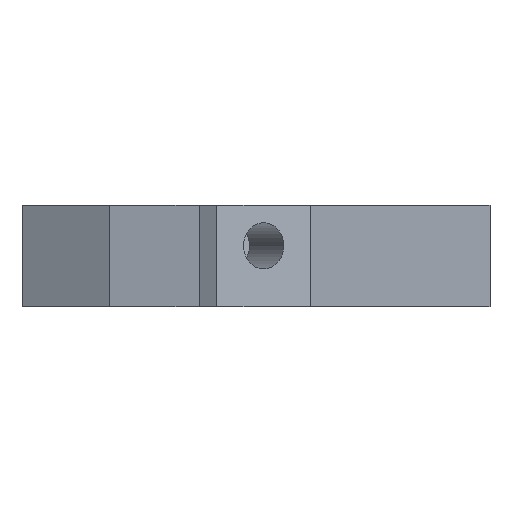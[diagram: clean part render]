
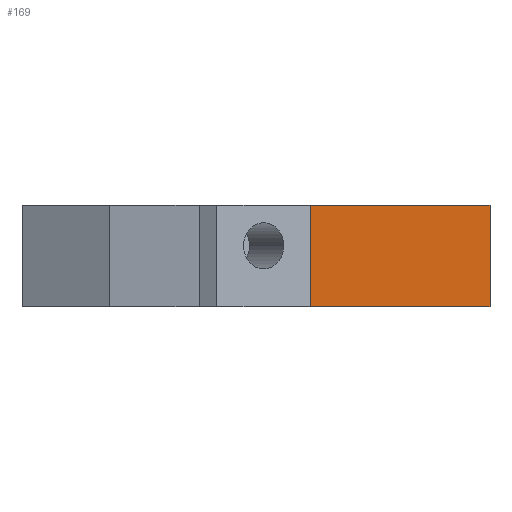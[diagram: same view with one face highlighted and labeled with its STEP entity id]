
A CAD part, left-side view. The second image highlights one B-rep face of the part: STEP entity #169.
In plain terms, the highlighted planar face has unit normal (-1, 0, 0).
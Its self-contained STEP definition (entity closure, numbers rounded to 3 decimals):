
#111 = LINE ( 'NONE', #582, #304 ) ;
#162 = LINE ( 'NONE', #713, #276 ) ;
#169 = ADVANCED_FACE ( 'NONE', ( #334 ), #1164, .F. ) ;
#194 = CARTESIAN_POINT ( 'NONE',  ( -3.73, -7.638, 0. ) ) ;
#207 = CARTESIAN_POINT ( 'NONE',  ( -3.73, -20.89, 7.5 ) ) ;
#225 = EDGE_CURVE ( 'NONE', #466, #339, #111, .T. ) ;
#241 = CARTESIAN_POINT ( 'NONE',  ( -3.73, -20.89, 7.5 ) ) ;
#248 = CARTESIAN_POINT ( 'NONE',  ( -3.73, -20.89, 0. ) ) ;
#255 = DIRECTION ( 'NONE',  ( 0., 1., 0. ) ) ;
#276 = VECTOR ( 'NONE', #255, 1000. ) ;
#304 = VECTOR ( 'NONE', #851, 1000. ) ;
#334 = FACE_OUTER_BOUND ( 'NONE', #842, .T. ) ;
#339 = VERTEX_POINT ( 'NONE', #194 ) ;
#363 = ORIENTED_EDGE ( 'NONE', *, *, #550, .F. ) ;
#406 = CARTESIAN_POINT ( 'NONE',  ( -3.73, -7.638, 7.5 ) ) ;
#420 = AXIS2_PLACEMENT_3D ( 'NONE', #809, #1077, #1183 ) ;
#440 = CARTESIAN_POINT ( 'NONE',  ( -3.73, -20.89, 0. ) ) ;
#466 = VERTEX_POINT ( 'NONE', #406 ) ;
#529 = VECTOR ( 'NONE', #613, 1000. ) ;
#550 = EDGE_CURVE ( 'NONE', #814, #657, #700, .T. ) ;
#567 = ORIENTED_EDGE ( 'NONE', *, *, #1064, .F. ) ;
#582 = CARTESIAN_POINT ( 'NONE',  ( -3.73, -7.638, 7.5 ) ) ;
#613 = DIRECTION ( 'NONE',  ( 0., 0., -1. ) ) ;
#630 = LINE ( 'NONE', #440, #806 ) ;
#657 = VERTEX_POINT ( 'NONE', #248 ) ;
#659 = EDGE_CURVE ( 'NONE', #814, #466, #162, .T. ) ;
#700 = LINE ( 'NONE', #241, #529 ) ;
#713 = CARTESIAN_POINT ( 'NONE',  ( -3.73, -20.89, 7.5 ) ) ;
#806 = VECTOR ( 'NONE', #997, 1000. ) ;
#809 = CARTESIAN_POINT ( 'NONE',  ( -3.73, -20.89, 0. ) ) ;
#814 = VERTEX_POINT ( 'NONE', #207 ) ;
#842 = EDGE_LOOP ( 'NONE', ( #1136, #567, #363, #1088 ) ) ;
#851 = DIRECTION ( 'NONE',  ( 0., 0., -1. ) ) ;
#997 = DIRECTION ( 'NONE',  ( 0., 1., 0. ) ) ;
#1064 = EDGE_CURVE ( 'NONE', #657, #339, #630, .T. ) ;
#1077 = DIRECTION ( 'NONE',  ( 1., 0., 0. ) ) ;
#1088 = ORIENTED_EDGE ( 'NONE', *, *, #659, .T. ) ;
#1136 = ORIENTED_EDGE ( 'NONE', *, *, #225, .T. ) ;
#1164 = PLANE ( 'NONE',  #420 ) ;
#1183 = DIRECTION ( 'NONE',  ( 0., -1., 0. ) ) ;
